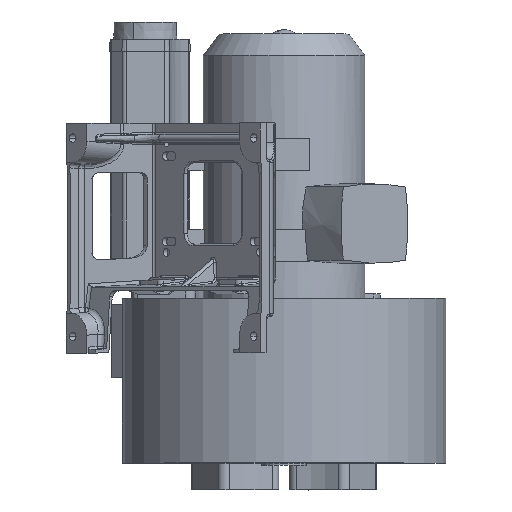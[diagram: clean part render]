
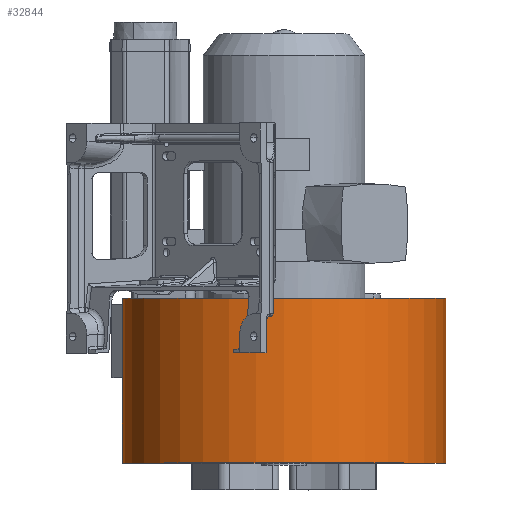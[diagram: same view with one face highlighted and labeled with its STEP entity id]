
A CAD part, top view. The second image highlights one B-rep face of the part: STEP entity #32844.
In plain terms, the highlighted cylindrical face has radius 265 mm (diameter 530 mm), a partial arc.
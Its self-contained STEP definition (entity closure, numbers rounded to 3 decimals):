
#2765=CARTESIAN_POINT('',(0.,200.,0.));
#2766=DIRECTION('',(0.,-1.,0.));
#2767=DIRECTION('',(1.,0.,0.));
#2768=AXIS2_PLACEMENT_3D('',#2765,#2766,#2767);
#3104=DIRECTION('',(0.,1.,0.));
#3105=VECTOR('',#3104,270.);
#3106=CARTESIAN_POINT('',(-265.,-70.,0.));
#3107=LINE('',#3106,#3105);
#7188=CARTESIAN_POINT('',(0.,-70.,0.));
#7189=DIRECTION('',(0.,-1.,0.));
#7190=DIRECTION('',(1.,0.,0.));
#7191=AXIS2_PLACEMENT_3D('',#7188,#7189,#7190);
#7598=DIRECTION('',(0.,1.,0.));
#7599=VECTOR('',#7598,270.);
#7600=CARTESIAN_POINT('',(265.,-70.,0.));
#7601=LINE('',#7600,#7599);
#14816=CARTESIAN_POINT('',(265.,-70.,0.));
#14817=CARTESIAN_POINT('',(-265.,-70.,0.));
#14818=VERTEX_POINT('',#14816);
#14819=VERTEX_POINT('',#14817);
#14852=CARTESIAN_POINT('',(265.,200.,0.));
#14853=CARTESIAN_POINT('',(-265.,200.,0.));
#14854=VERTEX_POINT('',#14852);
#14855=VERTEX_POINT('',#14853);
#32833=CARTESIAN_POINT('',(0.,-70.,0.));
#32834=DIRECTION('',(0.,-1.,0.));
#32835=DIRECTION('',(1.,0.,0.));
#32836=AXIS2_PLACEMENT_3D('',#32833,#32834,#32835);
#32837=CYLINDRICAL_SURFACE('',#32836,265.);
#32838=ORIENTED_EDGE('',*,*,#32066,.T.);
#32839=ORIENTED_EDGE('',*,*,#21379,.T.);
#32840=ORIENTED_EDGE('',*,*,#21117,.F.);
#32841=ORIENTED_EDGE('',*,*,#21349,.F.);
#32842=EDGE_LOOP('',(#32838,#32839,#32840,#32841));
#32843=FACE_OUTER_BOUND('',#32842,.F.);
#32844=ADVANCED_FACE('',(#32843),#32837,.T.);
#2769=CIRCLE('',#2768,265.);
#7192=CIRCLE('',#7191,265.);
#21117=EDGE_CURVE('',#14854,#14855,#2769,.T.);
#21349=EDGE_CURVE('',#14818,#14854,#7601,.T.);
#21379=EDGE_CURVE('',#14819,#14855,#3107,.T.);
#32066=EDGE_CURVE('',#14818,#14819,#7192,.T.);
